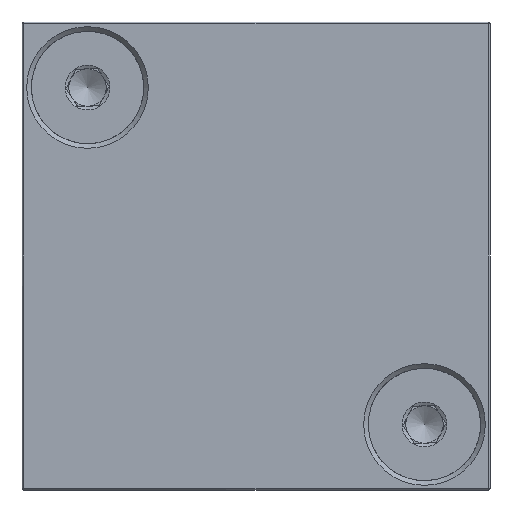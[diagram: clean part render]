
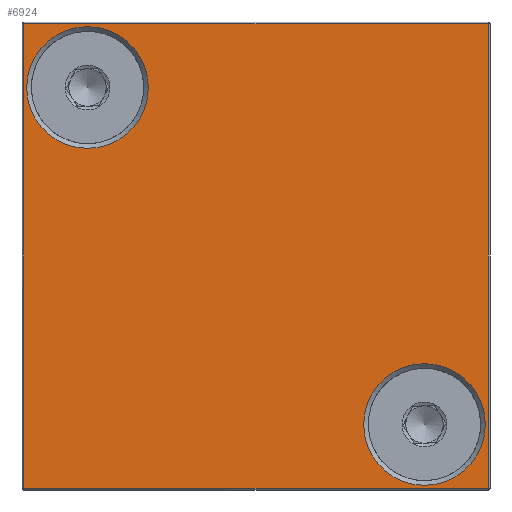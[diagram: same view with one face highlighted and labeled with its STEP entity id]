
A CAD part, front view. The second image highlights one B-rep face of the part: STEP entity #6924.
In plain terms, the highlighted planar face has unit normal (0, -1, 0).
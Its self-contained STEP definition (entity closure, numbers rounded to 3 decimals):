
#227=LINE('',#9805,#757);
#373=LINE('',#10137,#903);
#374=LINE('',#10139,#904);
#375=LINE('',#10143,#905);
#757=VECTOR('',#7806,1000.);
#903=VECTOR('',#8102,1000.);
#904=VECTOR('',#8105,1000.);
#905=VECTOR('',#8110,1000.);
#1201=CIRCLE('',#7268,6.5);
#1202=CIRCLE('',#7269,6.5);
#1898=ORIENTED_EDGE('',*,*,#3007,.T.);
#1899=ORIENTED_EDGE('',*,*,#3008,.T.);
#1900=ORIENTED_EDGE('',*,*,#3006,.T.);
#1901=ORIENTED_EDGE('',*,*,#3004,.T.);
#1902=ORIENTED_EDGE('',*,*,#3003,.T.);
#1903=ORIENTED_EDGE('',*,*,#2835,.T.);
#2835=EDGE_CURVE('',#3419,#3421,#227,.F.);
#3003=EDGE_CURVE('',#3415,#3419,#373,.T.);
#3004=EDGE_CURVE('',#3593,#3415,#374,.T.);
#3006=EDGE_CURVE('',#3421,#3593,#375,.F.);
#3007=EDGE_CURVE('',#3594,#3594,#1201,.T.);
#3008=EDGE_CURVE('',#3595,#3595,#1202,.T.);
#3415=VERTEX_POINT('',#9615);
#3419=VERTEX_POINT('',#9624);
#3421=VERTEX_POINT('',#9629);
#3593=VERTEX_POINT('',#10140);
#3594=VERTEX_POINT('',#10146);
#3595=VERTEX_POINT('',#10148);
#4012=EDGE_LOOP('',(#1898));
#4013=EDGE_LOOP('',(#1899));
#4014=EDGE_LOOP('',(#1900,#1901,#1902,#1903));
#4361=FACE_BOUND('',#4012,.T.);
#4362=FACE_BOUND('',#4013,.T.);
#4363=FACE_BOUND('',#4014,.T.);
#4652=PLANE('',#7267);
#6924=ADVANCED_FACE('',(#4361,#4362,#4363),#4652,.T.);
#7267=AXIS2_PLACEMENT_3D('',#10144,#8111,#8112);
#7268=AXIS2_PLACEMENT_3D('',#10145,#8113,#8114);
#7269=AXIS2_PLACEMENT_3D('',#10147,#8115,#8116);
#7806=DIRECTION('',(1.,0.,0.));
#8102=DIRECTION('',(0.,0.,1.));
#8105=DIRECTION('',(1.,0.,0.));
#8110=DIRECTION('',(0.,0.,1.));
#8111=DIRECTION('',(0.,-1.,0.));
#8112=DIRECTION('',(0.,0.,-1.));
#8113=DIRECTION('',(0.,1.,0.));
#8114=DIRECTION('',(0.,0.,1.));
#8115=DIRECTION('',(0.,1.,0.));
#8116=DIRECTION('',(0.,0.,1.));
#9615=CARTESIAN_POINT('',(24.8,-10.,-24.8));
#9624=CARTESIAN_POINT('',(24.8,-10.,24.8));
#9629=CARTESIAN_POINT('',(-24.8,-10.,24.8));
#9805=CARTESIAN_POINT('',(25.,-10.,24.8));
#10137=CARTESIAN_POINT('',(24.8,-10.,0.));
#10139=CARTESIAN_POINT('',(0.,-10.,-24.8));
#10140=CARTESIAN_POINT('',(-24.8,-10.,-24.8));
#10143=CARTESIAN_POINT('',(-24.8,-10.,25.));
#10144=CARTESIAN_POINT('',(0.,-10.,23.3));
#10145=CARTESIAN_POINT('',(18.,-10.,-18.));
#10146=CARTESIAN_POINT('',(18.,-10.,-11.5));
#10147=CARTESIAN_POINT('',(-18.,-10.,18.));
#10148=CARTESIAN_POINT('',(-18.,-10.,24.5));
